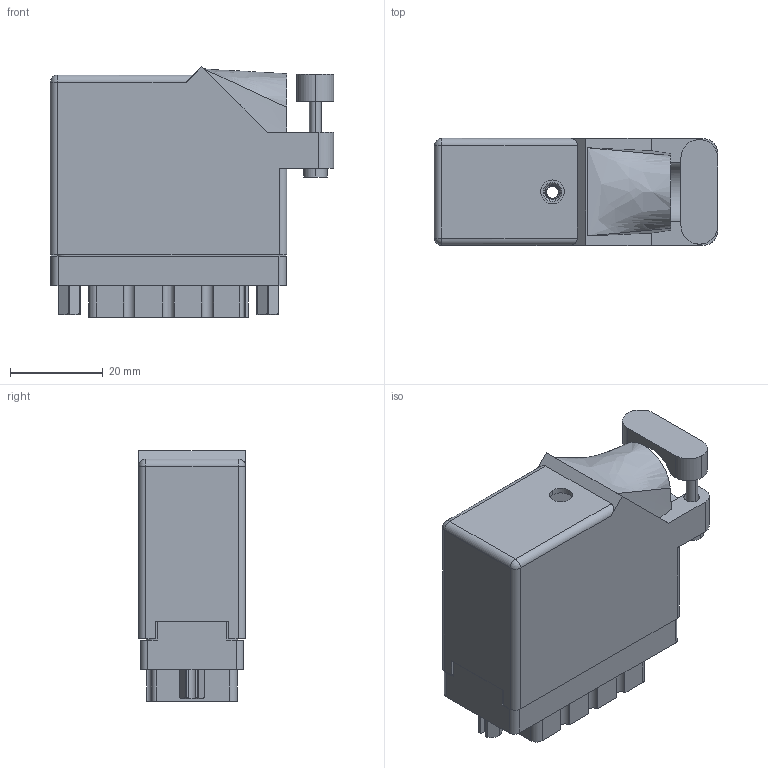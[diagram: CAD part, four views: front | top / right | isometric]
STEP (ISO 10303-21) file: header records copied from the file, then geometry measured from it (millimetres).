
FILE_DESCRIPTION (( 'STEP AP203' ), '1' );
FILE_NAME ('516-038-500-222.STEP', '2020-03-05T11:42:21', ( '' ), ( '' ), 'SwSTEP 2.0', 'SolidWorks 2016', '' );
FILE_SCHEMA (( 'CONFIG_CONTROL_DESIGN' ));
Length unit declared in the file: inch
Products named in the file (8): 516-038-500-222; 516-252-035-100_516-252-035-100; 516 Part Receptacle_038; 516-221-038-102_038; 516-230-001_Plastic - 038 Side Entry; 516-292-001_500 Contact; 516-252-021-102_038; 516-221-038-102_039
Assembly tree (45 placements, depth 2):
  516-038-500-222
    516 Part Receptacle_038
    516-292-001_500 Contact  x38
    516-230-001_Plastic - 038 Side Entry
    516-252-021-102_038  x2
    516-221-038-102_038
    516-252-035-100_516-252-035-100
    516-221-038-102_039
Bounding box: 61.21 x 23.11 x 54.15 mm (x, y, z)
Volume: 23209.7 mm3; surface area: 36811 mm2
Topology: 45 solids, 45 shells, 4096 faces, 11836 edges, 7848 vertices
Faces by surface type: plane 2366, cylinder 1419, bspline 265, cone 44, sphere 2
Entity records: 49935 total; most frequent: CARTESIAN_POINT 14661, ORIENTED_EDGE 7200, DIRECTION 6820, EDGE_CURVE 3600, LINE 2404, VECTOR 2404, VERTEX_POINT 2386, AXIS2_PLACEMENT_3D 2208
